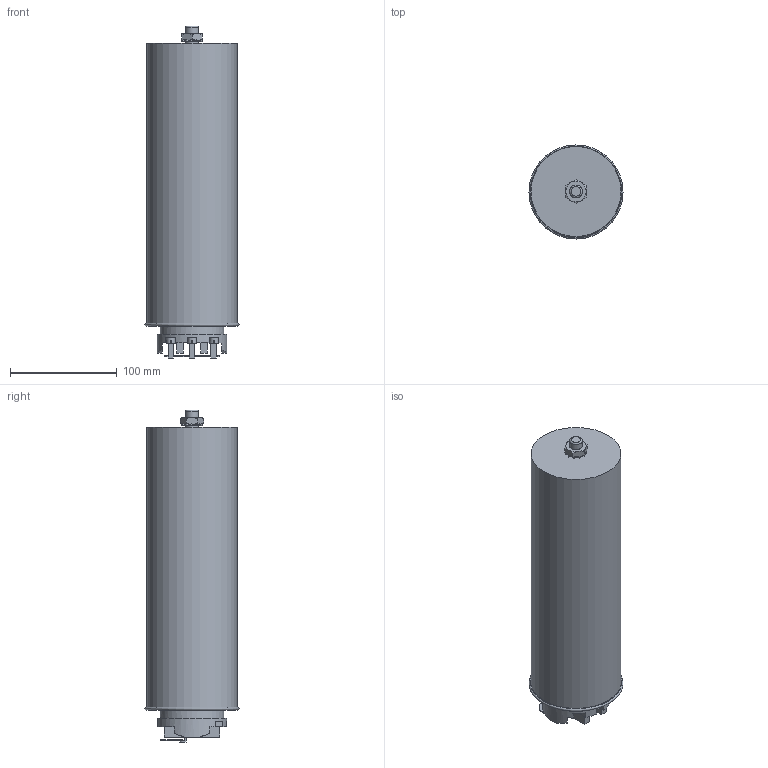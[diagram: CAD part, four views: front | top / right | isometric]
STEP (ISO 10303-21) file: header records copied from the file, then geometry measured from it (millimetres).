
FILE_DESCRIPTION(/* description */ (''),/* implementation_level */ '2;1');
FILE_NAME(/* name */ '28541.stp',/* time_stamp */ '2024-10-18T06:41:50-05:00',/* author */ ('DWROBLEW'),/* organization */ (''),/* preprocessor_version */ 'ST-DEVELOPER v20',/* originating_system */ 'Autodesk Inventor 2024',/* authorisation */ '');
FILE_SCHEMA (('AUTOMOTIVE_DESIGN { 1 0 10303 214 3 1 1 }'));
Length unit declared in the file: inch
Products named in the file (4): 28541; 28541_1; 95060A411_TYPE 18-8 SS EXTERNAL-TOOTH LOCK WASHER M12; 90695A115_CLASS 04 STEEL THIN HEX NUT - DIN 439B M12
Assembly tree (3 placements, depth 2):
  28541
    28541_1
    95060A411_TYPE 18-8 SS EXTERNAL-TOOTH LOCK WASHER M12
    90695A115_CLASS 04 STEEL THIN HEX NUT - DIN 439B M12
Bounding box: 88.14 x 88.14 x 310.82 mm (x, y, z)
Volume: 1533035.7 mm3; surface area: 97181.1 mm2
Topology: 3 solids, 3 shells, 252 faces, 673 edges, 432 vertices
Faces by surface type: plane 140, bspline 50, cylinder 44, cone 16, torus 2
Full cylindrical faces by diameter (mm): 8.128 x3, 9.727 x1, 11.989 x1, 12 x2, 13 x1, 59.69 x1, 80.33 x1, 84.328 x1
Entity records: 9482 total; most frequent: CARTESIAN_POINT 3270, ORIENTED_EDGE 1346, DIRECTION 1119, EDGE_CURVE 673, LINE 455, VECTOR 455, VERTEX_POINT 432, AXIS2_PLACEMENT_3D 332
